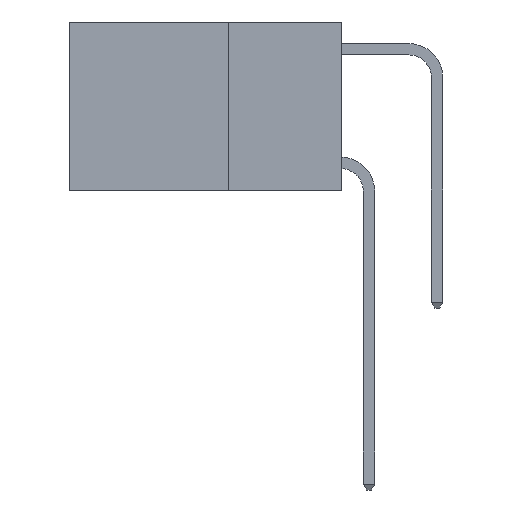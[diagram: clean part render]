
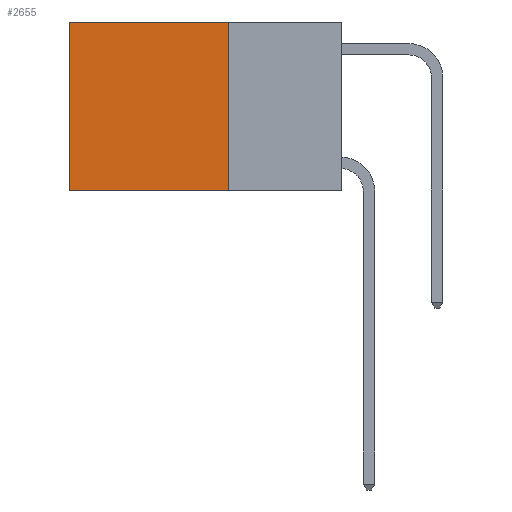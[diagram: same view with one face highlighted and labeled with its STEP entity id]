
A CAD part, left-side view. The second image highlights one B-rep face of the part: STEP entity #2655.
In plain terms, the highlighted planar face has unit normal (-1, 0, 0).
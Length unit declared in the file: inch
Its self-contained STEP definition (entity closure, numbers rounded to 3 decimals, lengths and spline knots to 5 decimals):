
#336 = VERTEX_POINT ( 'NONE', #11698 ) ;
#628 = CARTESIAN_POINT ( 'NONE',  ( 0.2625, 0.25, 0. ) ) ;
#646 = DIRECTION ( 'NONE',  ( 0., 0., -1. ) ) ;
#1297 = VECTOR ( 'NONE', #646, 39.37008 ) ;
#1527 = VERTEX_POINT ( 'NONE', #1624 ) ;
#1624 = CARTESIAN_POINT ( 'NONE',  ( 0.2625, 0.6, -0.37 ) ) ;
#1855 = LINE ( 'NONE', #4444, #4752 ) ;
#2143 = ORIENTED_EDGE ( 'NONE', *, *, #3565, .F. ) ;
#2395 = EDGE_CURVE ( 'NONE', #6455, #336, #12316, .T. ) ;
#2453 = DIRECTION ( 'NONE',  ( 0., 0., -1. ) ) ;
#2655 = ADVANCED_FACE ( 'NONE', ( #10488 ), #5549, .F. ) ;
#3565 = EDGE_CURVE ( 'NONE', #6455, #8274, #1855, .T. ) ;
#4136 = LINE ( 'NONE', #8450, #1297 ) ;
#4444 = CARTESIAN_POINT ( 'NONE',  ( 0.2625, 0.25, 0. ) ) ;
#4736 = ORIENTED_EDGE ( 'NONE', *, *, #8254, .T. ) ;
#4752 = VECTOR ( 'NONE', #10837, 39.37008 ) ;
#5018 = ORIENTED_EDGE ( 'NONE', *, *, #2395, .T. ) ;
#5527 = EDGE_CURVE ( 'NONE', #8274, #1527, #9659, .T. ) ;
#5549 = PLANE ( 'NONE',  #6493 ) ;
#6041 = EDGE_LOOP ( 'NONE', ( #4736, #9563, #2143, #5018 ) ) ;
#6455 = VERTEX_POINT ( 'NONE', #628 ) ;
#6493 = AXIS2_PLACEMENT_3D ( 'NONE', #10991, #8325, #2453 ) ;
#6554 = DIRECTION ( 'NONE',  ( 0., 1., 0. ) ) ;
#6630 = CARTESIAN_POINT ( 'NONE',  ( 0.2625, 0.25, -0.37 ) ) ;
#6960 = VECTOR ( 'NONE', #10921, 39.37008 ) ;
#7526 = VECTOR ( 'NONE', #6554, 39.37008 ) ;
#8254 = EDGE_CURVE ( 'NONE', #336, #1527, #4136, .T. ) ;
#8274 = VERTEX_POINT ( 'NONE', #6630 ) ;
#8325 = DIRECTION ( 'NONE',  ( 1., 0., 0. ) ) ;
#8450 = CARTESIAN_POINT ( 'NONE',  ( 0.2625, 0.6, 0. ) ) ;
#9563 = ORIENTED_EDGE ( 'NONE', *, *, #5527, .F. ) ;
#9659 = LINE ( 'NONE', #11775, #6960 ) ;
#10181 = CARTESIAN_POINT ( 'NONE',  ( 0.2625, 0.25, 0. ) ) ;
#10488 = FACE_OUTER_BOUND ( 'NONE', #6041, .T. ) ;
#10837 = DIRECTION ( 'NONE',  ( 0., 0., -1. ) ) ;
#10921 = DIRECTION ( 'NONE',  ( 0., 1., 0. ) ) ;
#10991 = CARTESIAN_POINT ( 'NONE',  ( 0.2625, 0.25, 0. ) ) ;
#11698 = CARTESIAN_POINT ( 'NONE',  ( 0.2625, 0.6, 0. ) ) ;
#11775 = CARTESIAN_POINT ( 'NONE',  ( 0.2625, 0.25, -0.37 ) ) ;
#12316 = LINE ( 'NONE', #10181, #7526 ) ;
